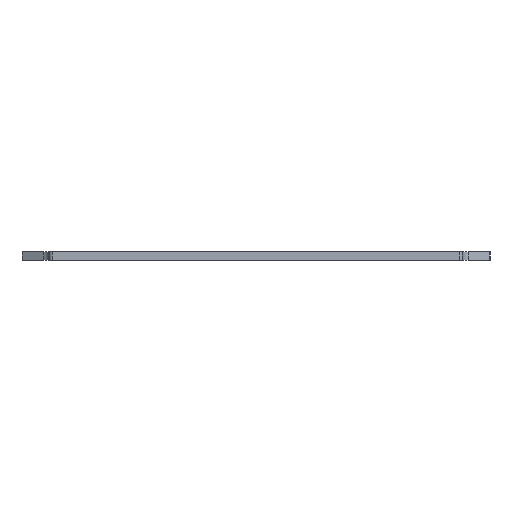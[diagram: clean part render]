
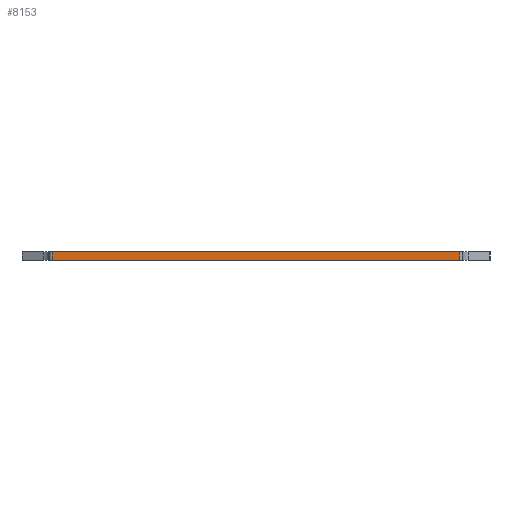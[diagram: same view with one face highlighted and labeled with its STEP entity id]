
A CAD part, left-side view. The second image highlights one B-rep face of the part: STEP entity #8153.
In plain terms, the highlighted planar face has unit normal (-1, 0, 0).
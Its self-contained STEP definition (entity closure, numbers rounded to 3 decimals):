
#751=FACE_OUTER_BOUND('',#1169,.T.);
#1169=EDGE_LOOP('',(#5527,#5528,#5529,#5530));
#1719=LINE('',#12048,#2559);
#1720=LINE('',#12051,#2560);
#1721=LINE('',#12053,#2561);
#1722=LINE('',#12054,#2562);
#2559=VECTOR('',#9545,10.);
#2560=VECTOR('',#9548,10.);
#2561=VECTOR('',#9549,10.);
#2562=VECTOR('',#9550,10.);
#3391=VERTEX_POINT('',#12044);
#3392=VERTEX_POINT('',#12046);
#3393=VERTEX_POINT('',#12050);
#3394=VERTEX_POINT('',#12052);
#4251=EDGE_CURVE('',#3392,#3391,#1719,.T.);
#4252=EDGE_CURVE('',#3391,#3393,#1720,.T.);
#4253=EDGE_CURVE('',#3394,#3392,#1721,.T.);
#4254=EDGE_CURVE('',#3394,#3393,#1722,.T.);
#5527=ORIENTED_EDGE('',*,*,#4252,.F.);
#5528=ORIENTED_EDGE('',*,*,#4251,.F.);
#5529=ORIENTED_EDGE('',*,*,#4253,.F.);
#5530=ORIENTED_EDGE('',*,*,#4254,.T.);
#7929=PLANE('',#8605);
#8153=ADVANCED_FACE('',(#751),#7929,.F.);
#8605=AXIS2_PLACEMENT_3D('',#12049,#9546,#9547);
#9545=DIRECTION('',(0.,0.,-1.));
#9546=DIRECTION('center_axis',(1.,0.,0.));
#9547=DIRECTION('ref_axis',(0.,-1.,0.));
#9548=DIRECTION('',(0.,1.,0.));
#9549=DIRECTION('',(0.,-1.,0.));
#9550=DIRECTION('',(0.,0.,-1.));
#12044=CARTESIAN_POINT('',(0.525,-75.175,0.));
#12046=CARTESIAN_POINT('',(0.525,-75.175,1.5));
#12048=CARTESIAN_POINT('',(0.525,-75.175,1.5));
#12049=CARTESIAN_POINT('Origin',(0.525,-1.025,1.5));
#12050=CARTESIAN_POINT('',(0.525,-1.025,0.));
#12051=CARTESIAN_POINT('',(0.525,-19.563,0.));
#12052=CARTESIAN_POINT('',(0.525,-1.025,1.5));
#12053=CARTESIAN_POINT('',(0.525,-19.563,1.5));
#12054=CARTESIAN_POINT('',(0.525,-1.025,1.5));
